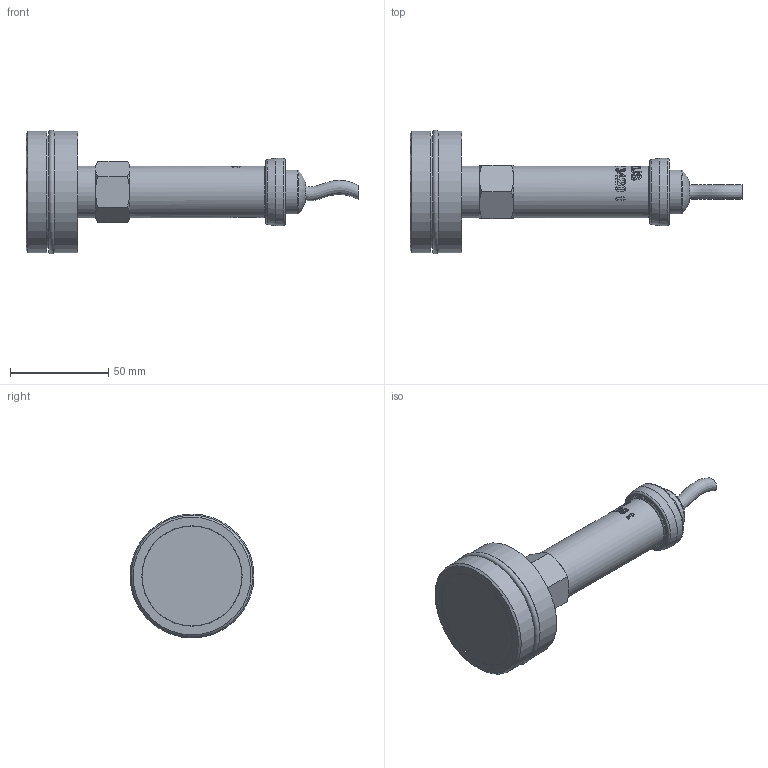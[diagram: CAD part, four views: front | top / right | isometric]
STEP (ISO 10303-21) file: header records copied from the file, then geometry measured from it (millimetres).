
FILE_DESCRIPTION(/* description */ (''),/* implementation_level */ '2;1');
FILE_NAME(/* name */ 'APZ3420t_G51_StainlessSteelCableGland.step',/* time_stamp */ '2021-07-12T11:57:31+03:00',/* author */ (''),/* organization */ (''),/* preprocessor_version */ 'ST-DEVELOPER v18.1',/* originating_system */ 'Autodesk Translation Framework v10.9.0.1377',/* authorisation */ '');
FILE_SCHEMA (('AUTOMOTIVE_DESIGN { 1 0 10303 214 3 1 1 }'));
Length unit declared in the file: millimetre
Products named in the file (6): АПЗ 3420 t -filled; Stainless steel cable gland assembly v4; wire; Stainless steel cable gland v2; Stainless steel cable gland nut v3; G51
Assembly tree (5 placements, depth 3):
  АПЗ 3420 t -filled
    Stainless steel cable gland assembly v4
      wire
      Stainless steel cable gland v2
      Stainless steel cable gland nut v3
    G51
Bounding box: 169.3 x 63.2 x 63.2 mm (x, y, z)
Volume: 142317.3 mm3; surface area: 36112 mm2
Topology: 6 solids, 6 shells, 477 faces, 1261 edges, 831 vertices
Faces by surface type: bspline 262, cylinder 117, plane 57, cone 27, torus 13, sphere 1
Full cylindrical faces by diameter (mm): 3.1 x1, 4 x1, 6.779 x15, 7.2 x1, 8.17 x3, 13 x1, 21.4 x1, 22.3 x2, 22.5 x1, 24.5 x1, 25.132 x4, 25.526 x2, 26.5 x5, 27.208 x3, 27.7 x1, 34.5 x1, 47.7 x2, 50.9 x3, 51.1 x1, 57.4 x1, 62 x2
Entity records: 26153 total; most frequent: CARTESIAN_POINT 16186, ORIENTED_EDGE 2516, EDGE_CURVE 1258, DIRECTION 1160, VERTEX_POINT 831, B_SPLINE_CURVE_WITH_KNOTS 677, EDGE_LOOP 523, FACE_OUTER_BOUND 477
